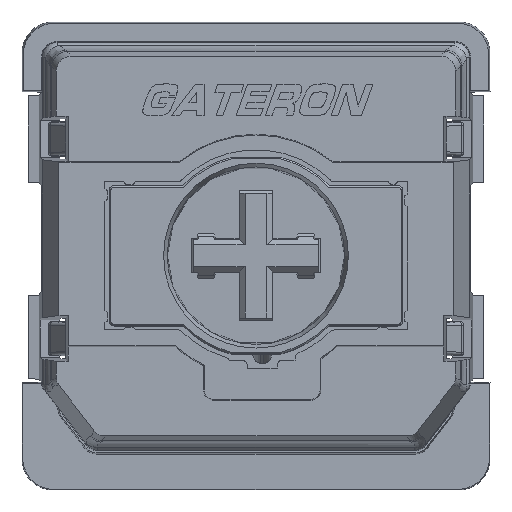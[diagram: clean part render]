
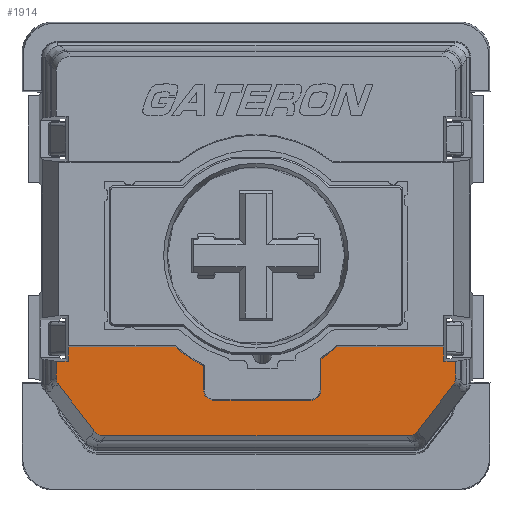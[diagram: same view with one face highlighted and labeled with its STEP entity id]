
A CAD part, top view. The second image highlights one B-rep face of the part: STEP entity #1914.
In plain terms, the highlighted planar face has unit normal (0, 0, 1).
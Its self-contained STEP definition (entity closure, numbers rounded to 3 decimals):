
#536=ELLIPSE('',#14486,0.47,0.45);
#537=ELLIPSE('',#14491,0.47,0.45);
#580=ELLIPSE('',#14605,0.364,0.35);
#595=ELLIPSE('',#14690,0.364,0.35);
#1169=FACE_OUTER_BOUND('',#3205,.T.);
#1914=ADVANCED_FACE('',(#1169),#2514,.F.);
#2514=PLANE('',#14864);
#3205=EDGE_LOOP('',(#8850,#8851,#8852,#8853,#8854,#8855,#8856,#8857,#8858,
#8859,#8860,#8861,#8862,#8863,#8864,#8865,#8866,#8867,#8868,#8869,#8870,
#8871));
#3910=LINE('',#19901,#5409);
#3924=LINE('',#20115,#5423);
#3926=LINE('',#20136,#5425);
#3938=LINE('',#20305,#5437);
#4107=LINE('',#20849,#5606);
#4110=LINE('',#20855,#5609);
#4113=LINE('',#20924,#5612);
#4139=LINE('',#21418,#5638);
#4154=LINE('',#21622,#5653);
#4167=LINE('',#21661,#5666);
#4169=LINE('',#21702,#5668);
#4170=LINE('',#21704,#5669);
#4172=LINE('',#21710,#5671);
#4175=LINE('',#21718,#5674);
#5409=VECTOR('',#15936,1.);
#5423=VECTOR('',#15980,1.);
#5425=VECTOR('',#15984,1.);
#5437=VECTOR('',#16006,1.);
#5606=VECTOR('',#16383,1.);
#5609=VECTOR('',#16388,1.);
#5612=VECTOR('',#16399,1.);
#5638=VECTOR('',#16485,1.);
#5653=VECTOR('',#16570,1.);
#5666=VECTOR('',#16615,1.);
#5668=VECTOR('',#16629,1.);
#5669=VECTOR('',#16632,1.);
#5671=VECTOR('',#16640,1.);
#5674=VECTOR('',#16649,1.);
#8850=ORIENTED_EDGE('',*,*,#12974,.T.);
#8851=ORIENTED_EDGE('',*,*,#12972,.T.);
#8852=ORIENTED_EDGE('',*,*,#12970,.T.);
#8853=ORIENTED_EDGE('',*,*,#12968,.T.);
#8854=ORIENTED_EDGE('',*,*,#12532,.T.);
#8855=ORIENTED_EDGE('',*,*,#12536,.F.);
#8856=ORIENTED_EDGE('',*,*,#12967,.T.);
#8857=ORIENTED_EDGE('',*,*,#12904,.T.);
#8858=ORIENTED_EDGE('',*,*,#12834,.T.);
#8859=ORIENTED_EDGE('',*,*,#12837,.T.);
#8860=ORIENTED_EDGE('',*,*,#12839,.T.);
#8861=ORIENTED_EDGE('',*,*,#12847,.T.);
#8862=ORIENTED_EDGE('',*,*,#12559,.T.);
#8863=ORIENTED_EDGE('',*,*,#12574,.T.);
#8864=ORIENTED_EDGE('',*,*,#12572,.T.);
#8865=ORIENTED_EDGE('',*,*,#12578,.T.);
#8866=ORIENTED_EDGE('',*,*,#12962,.T.);
#8867=ORIENTED_EDGE('',*,*,#12960,.T.);
#8868=ORIENTED_EDGE('',*,*,#12605,.T.);
#8869=ORIENTED_EDGE('',*,*,#12944,.T.);
#8870=ORIENTED_EDGE('',*,*,#12966,.T.);
#8871=ORIENTED_EDGE('',*,*,#12539,.F.);
#11151=VERTEX_POINT('',#19902);
#11152=VERTEX_POINT('',#19903);
#11153=VERTEX_POINT('',#19919);
#11154=VERTEX_POINT('',#19929);
#11155=VERTEX_POINT('',#19936);
#11174=VERTEX_POINT('',#20015);
#11176=VERTEX_POINT('',#20018);
#11184=VERTEX_POINT('',#20110);
#11185=VERTEX_POINT('',#20112);
#11189=VERTEX_POINT('',#20135);
#11210=VERTEX_POINT('',#20304);
#11211=VERTEX_POINT('',#20306);
#11352=VERTEX_POINT('',#20837);
#11357=VERTEX_POINT('',#20848);
#11359=VERTEX_POINT('',#20854);
#11360=VERTEX_POINT('',#20858);
#11391=VERTEX_POINT('',#21419);
#11412=VERTEX_POINT('',#21623);
#11418=VERTEX_POINT('',#21662);
#11419=VERTEX_POINT('',#21707);
#11420=VERTEX_POINT('',#21711);
#11421=VERTEX_POINT('',#21715);
#12532=EDGE_CURVE('',#11151,#11152,#3910,.T.);
#12536=EDGE_CURVE('',#11153,#11152,#14202,.T.);
#12539=EDGE_CURVE('',#11155,#11154,#14203,.T.);
#12559=EDGE_CURVE('',#11176,#11174,#536,.T.);
#12572=EDGE_CURVE('',#11185,#11184,#537,.T.);
#12574=EDGE_CURVE('',#11174,#11185,#3924,.T.);
#12578=EDGE_CURVE('',#11184,#11189,#3926,.T.);
#12605=EDGE_CURVE('',#11211,#11210,#3938,.T.);
#12834=EDGE_CURVE('',#11352,#11357,#4107,.T.);
#12837=EDGE_CURVE('',#11357,#11359,#4110,.T.);
#12839=EDGE_CURVE('',#11359,#11360,#580,.T.);
#12847=EDGE_CURVE('',#11360,#11176,#4113,.T.);
#12904=EDGE_CURVE('',#11391,#11352,#4139,.T.);
#12944=EDGE_CURVE('',#11210,#11412,#4154,.T.);
#12960=EDGE_CURVE('',#11418,#11211,#4167,.T.);
#12962=EDGE_CURVE('',#11189,#11418,#595,.T.);
#12966=EDGE_CURVE('',#11412,#11154,#4169,.T.);
#12967=EDGE_CURVE('',#11153,#11391,#4170,.T.);
#12968=EDGE_CURVE('',#11419,#11151,#14220,.T.);
#12970=EDGE_CURVE('',#11420,#11419,#4172,.T.);
#12972=EDGE_CURVE('',#11421,#11420,#14221,.T.);
#12974=EDGE_CURVE('',#11155,#11421,#4175,.T.);
#14202=CIRCLE('',#14479,3.9);
#14203=CIRCLE('',#14481,3.9);
#14220=CIRCLE('',#14697,0.331);
#14221=CIRCLE('',#14700,0.331);
#14479=AXIS2_PLACEMENT_3D('',#19920,#15940,#15941);
#14481=AXIS2_PLACEMENT_3D('',#19937,#15944,#15945);
#14486=AXIS2_PLACEMENT_3D('',#20017,#15961,#15962);
#14491=AXIS2_PLACEMENT_3D('',#20111,#15975,#15976);
#14605=AXIS2_PLACEMENT_3D('',#20860,#16392,#16393);
#14690=AXIS2_PLACEMENT_3D('',#21665,#16619,#16620);
#14697=AXIS2_PLACEMENT_3D('',#21706,#16635,#16636);
#14700=AXIS2_PLACEMENT_3D('',#21714,#16644,#16645);
#14864=AXIS2_PLACEMENT_3D('',#22926,#17287,#17288);
#15936=DIRECTION('',(0.,1.,0.));
#15940=DIRECTION('',(0.,0.,1.));
#15941=DIRECTION('',(-0.674,-0.739,0.));
#15944=DIRECTION('',(0.,0.,1.));
#15945=DIRECTION('',(0.533,-0.846,0.));
#15961=DIRECTION('',(0.,0.,1.));
#15962=DIRECTION('',(0.442,0.897,0.));
#15975=DIRECTION('',(0.,0.,1.));
#15976=DIRECTION('',(0.442,-0.897,0.));
#15980=DIRECTION('',(1.,0.,0.));
#15984=DIRECTION('',(0.609,0.793,0.));
#16006=DIRECTION('',(-1.,0.,0.));
#16383=DIRECTION('',(-1.,0.,0.));
#16388=DIRECTION('',(0.,-1.,0.));
#16392=DIRECTION('',(0.,0.,1.));
#16393=DIRECTION('',(0.947,0.322,0.));
#16399=DIRECTION('',(0.609,-0.793,0.));
#16485=DIRECTION('',(0.,-1.,0.));
#16570=DIRECTION('',(0.,1.,0.));
#16615=DIRECTION('',(0.,1.,0.));
#16619=DIRECTION('',(0.,0.,1.));
#16620=DIRECTION('',(-0.947,0.322,0.));
#16629=DIRECTION('',(-1.,0.,0.));
#16632=DIRECTION('',(-1.,0.,0.));
#16635=DIRECTION('',(0.,0.,-1.));
#16636=DIRECTION('',(0.,-1.,0.));
#16640=DIRECTION('',(-1.,0.,0.));
#16644=DIRECTION('',(0.,0.,-1.));
#16645=DIRECTION('',(1.,0.,0.));
#16649=DIRECTION('',(0.,-1.,0.));
#17287=DIRECTION('',(0.,0.,-1.));
#17288=DIRECTION('',(0.,-1.,0.));
#19901=CARTESIAN_POINT('',(58.319,-4.3,8.8));
#19902=CARTESIAN_POINT('',(58.319,-4.3,8.8));
#19903=CARTESIAN_POINT('',(58.319,-3.519,8.8));
#19919=CARTESIAN_POINT('',(57.404,-2.911,8.8));
#19920=CARTESIAN_POINT('',(60.,0.,8.8));
#19929=CARTESIAN_POINT('',(62.596,-2.911,8.8));
#19936=CARTESIAN_POINT('',(62.081,-3.299,8.8));
#19937=CARTESIAN_POINT('',(60.,0.,8.8));
#20015=CARTESIAN_POINT('',(55.15,-5.771,8.8));
#20017=CARTESIAN_POINT('',(55.166,-5.305,8.8));
#20018=CARTESIAN_POINT('',(54.805,-5.602,8.8));
#20110=CARTESIAN_POINT('',(65.195,-5.602,8.8));
#20111=CARTESIAN_POINT('',(64.834,-5.305,8.8));
#20112=CARTESIAN_POINT('',(64.85,-5.771,8.8));
#20115=CARTESIAN_POINT('',(55.15,-5.771,8.8));
#20135=CARTESIAN_POINT('',(66.326,-4.128,8.8));
#20136=CARTESIAN_POINT('',(65.195,-5.602,8.8));
#20304=CARTESIAN_POINT('',(66.021,-3.379,8.8));
#20305=CARTESIAN_POINT('',(66.396,-3.379,8.8));
#20306=CARTESIAN_POINT('',(66.396,-3.379,8.8));
#20837=CARTESIAN_POINT('',(53.979,-3.379,8.8));
#20848=CARTESIAN_POINT('',(53.604,-3.379,8.8));
#20849=CARTESIAN_POINT('',(53.979,-3.379,8.8));
#20854=CARTESIAN_POINT('',(53.604,-3.923,8.8));
#20855=CARTESIAN_POINT('',(53.604,-3.379,8.8));
#20858=CARTESIAN_POINT('',(53.674,-4.128,8.8));
#20860=CARTESIAN_POINT('',(53.966,-3.914,8.8));
#20924=CARTESIAN_POINT('',(53.674,-4.128,8.8));
#21418=CARTESIAN_POINT('',(53.979,-1.921,8.8));
#21419=CARTESIAN_POINT('',(53.979,-2.911,8.8));
#21622=CARTESIAN_POINT('',(66.021,-3.379,8.8));
#21623=CARTESIAN_POINT('',(66.021,-2.911,8.8));
#21661=CARTESIAN_POINT('',(66.396,-3.923,8.8));
#21662=CARTESIAN_POINT('',(66.396,-3.923,8.8));
#21665=CARTESIAN_POINT('',(66.034,-3.914,8.8));
#21702=CARTESIAN_POINT('',(60.,-2.911,8.8));
#21704=CARTESIAN_POINT('',(60.,-2.911,8.8));
#21706=CARTESIAN_POINT('',(58.65,-4.3,8.8));
#21707=CARTESIAN_POINT('',(58.65,-4.631,8.8));
#21710=CARTESIAN_POINT('',(61.75,-4.631,8.8));
#21711=CARTESIAN_POINT('',(61.75,-4.631,8.8));
#21714=CARTESIAN_POINT('',(61.75,-4.3,8.8));
#21715=CARTESIAN_POINT('',(62.081,-4.3,8.8));
#21718=CARTESIAN_POINT('',(62.081,-3.299,8.8));
#22926=CARTESIAN_POINT('',(60.,0.,8.8));
